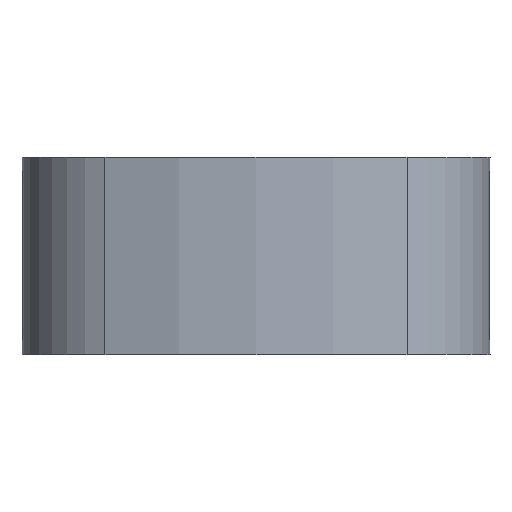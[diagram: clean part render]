
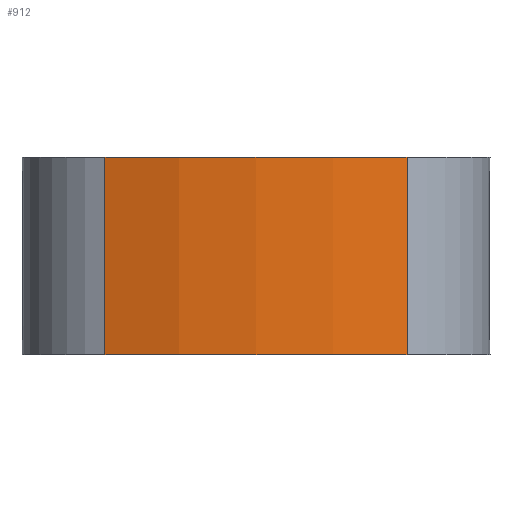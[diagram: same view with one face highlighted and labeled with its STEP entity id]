
A CAD part, front view. The second image highlights one B-rep face of the part: STEP entity #912.
In plain terms, the highlighted cylindrical face has radius 56 mm (diameter 112 mm), a partial arc.
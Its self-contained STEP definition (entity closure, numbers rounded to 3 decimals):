
#104=FACE_OUTER_BOUND('',#163,.T.);
#163=EDGE_LOOP('',(#833,#834,#835,#836));
#172=LINE('',#1382,#237);
#184=LINE('',#1427,#249);
#237=VECTOR('',#1079,10.);
#249=VECTOR('',#1123,10.);
#350=CIRCLE('',#1033,56.);
#353=CIRCLE('',#1043,56.);
#369=VERTEX_POINT('',#1379);
#370=VERTEX_POINT('',#1381);
#386=VERTEX_POINT('',#1424);
#387=VERTEX_POINT('',#1426);
#459=EDGE_CURVE('',#369,#370,#172,.T.);
#482=EDGE_CURVE('',#387,#386,#184,.T.);
#566=EDGE_CURVE('',#369,#387,#350,.T.);
#572=EDGE_CURVE('',#386,#370,#353,.T.);
#833=ORIENTED_EDGE('',*,*,#459,.F.);
#834=ORIENTED_EDGE('',*,*,#566,.T.);
#835=ORIENTED_EDGE('',*,*,#482,.T.);
#836=ORIENTED_EDGE('',*,*,#572,.T.);
#862=CYLINDRICAL_SURFACE('',#1044,56.);
#912=ADVANCED_FACE('',(#104),#862,.T.);
#1033=AXIS2_PLACEMENT_3D('',#1615,#1309,#1310);
#1043=AXIS2_PLACEMENT_3D('',#1629,#1332,#1333);
#1044=AXIS2_PLACEMENT_3D('',#1630,#1334,#1335);
#1079=DIRECTION('',(0.,0.,1.));
#1123=DIRECTION('',(0.,0.,1.));
#1309=DIRECTION('center_axis',(0.,0.,1.));
#1310=DIRECTION('ref_axis',(0.342,-0.94,0.));
#1332=DIRECTION('center_axis',(0.,0.,-1.));
#1333=DIRECTION('ref_axis',(-0.342,-0.94,0.));
#1334=DIRECTION('center_axis',(0.,0.,1.));
#1335=DIRECTION('ref_axis',(-0.342,-0.94,0.));
#1379=CARTESIAN_POINT('',(-19.153,-24.144,-6.5));
#1381=CARTESIAN_POINT('',(-19.153,-24.144,18.5));
#1382=CARTESIAN_POINT('',(-19.153,-24.144,0.));
#1424=CARTESIAN_POINT('',(19.153,-24.144,18.5));
#1426=CARTESIAN_POINT('',(19.153,-24.144,-6.5));
#1427=CARTESIAN_POINT('',(19.153,-24.144,0.));
#1615=CARTESIAN_POINT('Origin',(0.,28.479,-6.5));
#1629=CARTESIAN_POINT('Origin',(0.,28.479,18.5));
#1630=CARTESIAN_POINT('Origin',(0.,28.479,0.));
